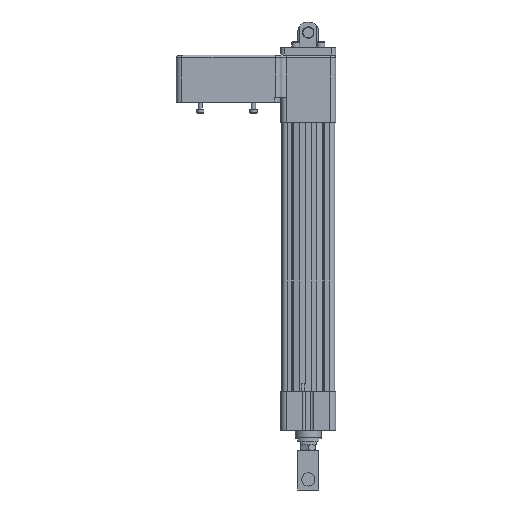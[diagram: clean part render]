
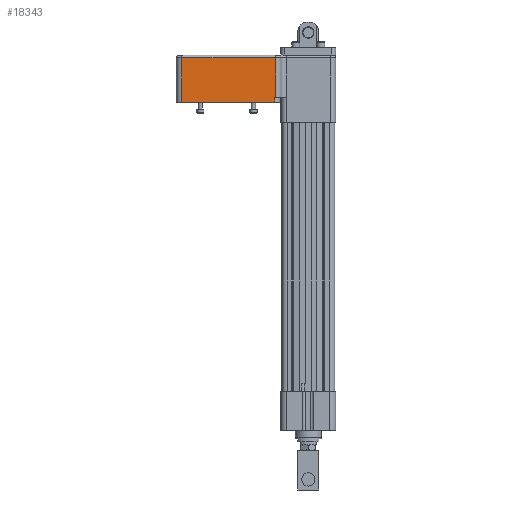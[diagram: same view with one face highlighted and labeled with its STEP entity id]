
A CAD part, left-side view. The second image highlights one B-rep face of the part: STEP entity #18343.
In plain terms, the highlighted planar face has unit normal (-1, 0, 0).
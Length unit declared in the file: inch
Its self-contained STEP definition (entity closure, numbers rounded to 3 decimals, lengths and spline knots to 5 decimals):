
#244 = DIRECTION ( 'NONE',  ( 0., -1., 0. ) ) ;
#752 = CARTESIAN_POINT ( 'NONE',  ( -2.125, 5.975, 3.062 ) ) ;
#2197 = VERTEX_POINT ( 'NONE', #28595 ) ;
#4688 = ORIENTED_EDGE ( 'NONE', *, *, #31042, .T. ) ;
#5130 = DIRECTION ( 'NONE',  ( 0., -1., 0. ) ) ;
#6787 = VERTEX_POINT ( 'NONE', #15045 ) ;
#6951 = AXIS2_PLACEMENT_3D ( 'NONE', #11028, #21231, #21727 ) ;
#7362 = LINE ( 'NONE', #31023, #16218 ) ;
#8009 = DIRECTION ( 'NONE',  ( 0., 0., -1. ) ) ;
#8676 = VERTEX_POINT ( 'NONE', #31796 ) ;
#8762 = VERTEX_POINT ( 'NONE', #31308 ) ;
#10855 = PLANE ( 'NONE',  #6951 ) ;
#11028 = CARTESIAN_POINT ( 'NONE',  ( -2.125, 6.225, 1.542 ) ) ;
#12005 = ORIENTED_EDGE ( 'NONE', *, *, #29632, .T. ) ;
#12046 = CARTESIAN_POINT ( 'NONE',  ( -2.125, 1.58, 0.942 ) ) ;
#13147 = VERTEX_POINT ( 'NONE', #33391 ) ;
#14447 = DIRECTION ( 'NONE',  ( 0., 1., 0. ) ) ;
#15045 = CARTESIAN_POINT ( 'NONE',  ( -2.125, 1.54, 1.192 ) ) ;
#16217 = CARTESIAN_POINT ( 'NONE',  ( -2.125, 6.225, 1.192 ) ) ;
#16218 = VECTOR ( 'NONE', #33227, 39.37008 ) ;
#16726 = EDGE_CURVE ( 'NONE', #2197, #8762, #20210, .T. ) ;
#17105 = EDGE_CURVE ( 'NONE', #8676, #2197, #26057, .T. ) ;
#17313 = DIRECTION ( 'NONE',  ( 0., 0., 1. ) ) ;
#17384 = VECTOR ( 'NONE', #14447, 39.37008 ) ;
#17516 = ORIENTED_EDGE ( 'NONE', *, *, #17105, .T. ) ;
#17837 = VECTOR ( 'NONE', #8009, 39.37008 ) ;
#18343 = ADVANCED_FACE ( 'NONE', ( #27169 ), #10855, .F. ) ;
#19503 = VECTOR ( 'NONE', #244, 39.37008 ) ;
#19555 = LINE ( 'NONE', #29920, #17384 ) ;
#20210 = LINE ( 'NONE', #12046, #20301 ) ;
#20301 = VECTOR ( 'NONE', #17313, 39.37008 ) ;
#21231 = DIRECTION ( 'NONE',  ( 1., 0., 0. ) ) ;
#21727 = DIRECTION ( 'NONE',  ( 0., 1., 0. ) ) ;
#23190 = LINE ( 'NONE', #31011, #17837 ) ;
#23555 = LINE ( 'NONE', #16217, #19503 ) ;
#24459 = EDGE_CURVE ( 'NONE', #6787, #13147, #7362, .T. ) ;
#25894 = CARTESIAN_POINT ( 'NONE',  ( -2.125, 5.975, 0.9575 ) ) ;
#26057 = LINE ( 'NONE', #25894, #27374 ) ;
#27169 = FACE_OUTER_BOUND ( 'NONE', #32913, .T. ) ;
#27374 = VECTOR ( 'NONE', #5130, 39.37008 ) ;
#28595 = CARTESIAN_POINT ( 'NONE',  ( -2.125, 1.58, 0.9575 ) ) ;
#29524 = ORIENTED_EDGE ( 'NONE', *, *, #32642, .T. ) ;
#29632 = EDGE_CURVE ( 'NONE', #8762, #6787, #23555, .T. ) ;
#29920 = CARTESIAN_POINT ( 'NONE',  ( -2.125, 1.29, 3.062 ) ) ;
#30688 = VERTEX_POINT ( 'NONE', #752 ) ;
#31011 = CARTESIAN_POINT ( 'NONE',  ( -2.125, 5.975, 1.542 ) ) ;
#31023 = CARTESIAN_POINT ( 'NONE',  ( -2.125, 1.54, 1.542 ) ) ;
#31042 = EDGE_CURVE ( 'NONE', #30688, #8676, #23190, .T. ) ;
#31308 = CARTESIAN_POINT ( 'NONE',  ( -2.125, 1.58, 1.192 ) ) ;
#31580 = ORIENTED_EDGE ( 'NONE', *, *, #16726, .T. ) ;
#31796 = CARTESIAN_POINT ( 'NONE',  ( -2.125, 5.975, 0.9575 ) ) ;
#32520 = ORIENTED_EDGE ( 'NONE', *, *, #24459, .T. ) ;
#32642 = EDGE_CURVE ( 'NONE', #13147, #30688, #19555, .T. ) ;
#32913 = EDGE_LOOP ( 'NONE', ( #4688, #17516, #31580, #12005, #32520, #29524 ) ) ;
#33227 = DIRECTION ( 'NONE',  ( 0., 0., 1. ) ) ;
#33391 = CARTESIAN_POINT ( 'NONE',  ( -2.125, 1.54, 3.062 ) ) ;
